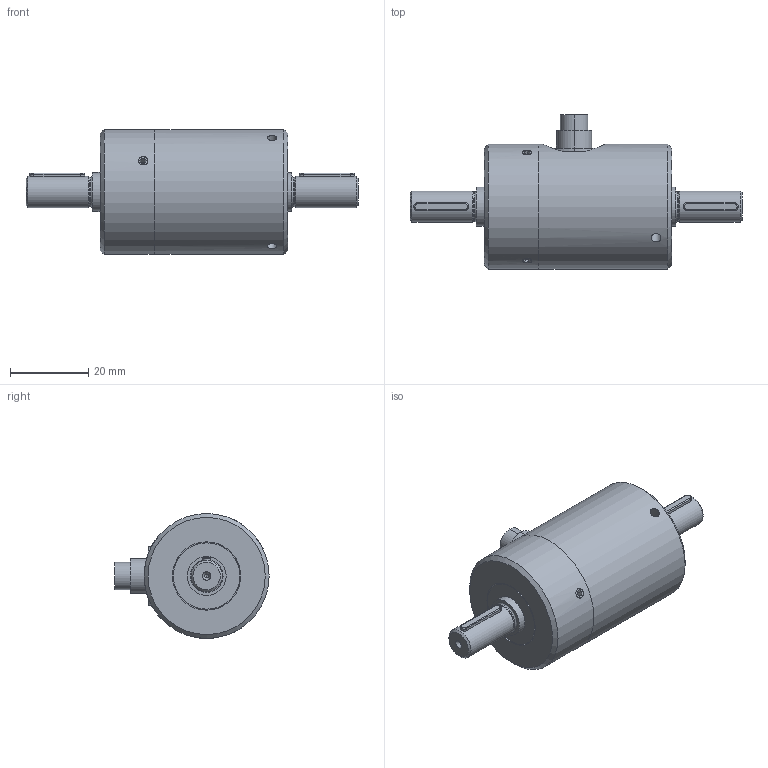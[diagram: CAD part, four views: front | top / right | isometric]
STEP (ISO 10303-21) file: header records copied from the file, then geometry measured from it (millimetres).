
FILE_DESCRIPTION( ( 'Unknown' ), '1' );
FILE_NAME( '2452-Z13_DOC-00066358.stp', 'Unknown', ( 'Unknown' ), ( 'Unknown' ), 'PSStep 17.0.49', 'Unknown', ' ' );
FILE_SCHEMA( ( 'AUTOMOTIVE_DESIGN { 1 0 10303 214 1 1 1 1 }' ) );
Length unit declared in the file: millimetre
Products named in the file (8): Assem1; 2452-016_DOC-00066356; 2112-040_DOC-00066355; flanschstecker 7-pol_doc-00011937; Gewindestift DIN 914-M3x5; Paßfeder A2x2x14 DIN 6885; gewindestift din 914-m3x4; 2452-019_DOC-00106227
Assembly tree (12 placements, depth 2):
  Assem1
    2452-016_DOC-00066356
    2112-040_DOC-00066355
    flanschstecker 7-pol_doc-00011937
    Gewindestift DIN 914-M3x5  x3
    Paßfeder A2x2x14 DIN 6885  x2
    gewindestift din 914-m3x4  x3
    2452-019_DOC-00106227
Bounding box: 85 x 39.5 x 32 mm (x, y, z)
Volume: 31563.5 mm3; surface area: 15934.5 mm2
Topology: 12 solids, 12 shells, 215 faces, 468 edges, 289 vertices
Faces by surface type: plane 118, cylinder 58, cone 29, torus 10
Full cylindrical faces by diameter (mm): 1 x2, 2.459 x6, 3 x6, 7.6 x2, 8 x2, 10 x3, 11.459 x1, 17 x1, 17.5 x1, 22 x1, 26 x1, 32 x2
Entity records: 4544 total; most frequent: CARTESIAN_POINT 1139, DIRECTION 586, ORIENTED_EDGE 430, AXIS2_PLACEMENT_3D 248, EDGE_CURVE 215, EDGE_LOOP 204, VERTEX_POINT 161, FACE_OUTER_BOUND 155
